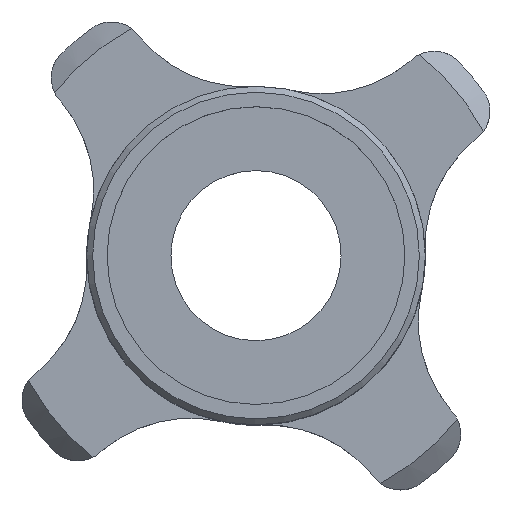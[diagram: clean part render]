
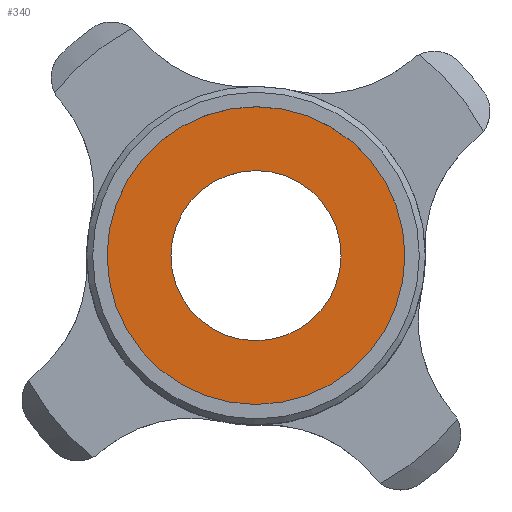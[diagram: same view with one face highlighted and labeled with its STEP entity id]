
A CAD part, top view. The second image highlights one B-rep face of the part: STEP entity #340.
In plain terms, the highlighted planar face has unit normal (0, 0, 1).
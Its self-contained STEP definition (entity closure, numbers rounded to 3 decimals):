
#313=CARTESIAN_POINT('',(43.,3.595,77.073));
#314=DIRECTION('',(-0.,-0.,-1.));
#315=DIRECTION('',(0.768,0.64,-0.));
#316=AXIS2_PLACEMENT_3D('',#313,#314,#315);
#317=PLANE('',#316);
#318=CARTESIAN_POINT('',(36.28,-2.009,77.073));
#319=VERTEX_POINT('',#318);
#320=CARTESIAN_POINT('',(43.,3.595,77.073));
#321=DIRECTION('',(-0.,-0.,-1.));
#322=DIRECTION('',(-0.768,-0.64,0.));
#323=AXIS2_PLACEMENT_3D('',#320,#321,#322);
#324=CIRCLE('',#323,8.75);
#325=EDGE_CURVE('',#319,#319,#324,.T.);
#326=ORIENTED_EDGE('',*,*,#325,.F.);
#327=EDGE_LOOP('',(#326));
#328=FACE_BOUND('',#327,.T.);
#329=CARTESIAN_POINT('',(39.16,0.393,77.073));
#330=VERTEX_POINT('',#329);
#331=CARTESIAN_POINT('',(43.,3.595,77.073));
#332=DIRECTION('',(-0.,-0.,-1.));
#333=DIRECTION('',(-0.768,-0.64,0.));
#334=AXIS2_PLACEMENT_3D('',#331,#332,#333);
#335=CIRCLE('',#334,5.);
#336=EDGE_CURVE('',#330,#330,#335,.T.);
#337=ORIENTED_EDGE('',*,*,#336,.T.);
#338=EDGE_LOOP('',(#337));
#339=FACE_BOUND('',#338,.T.);
#340=ADVANCED_FACE('',(#328,#339),#317,.F.);
